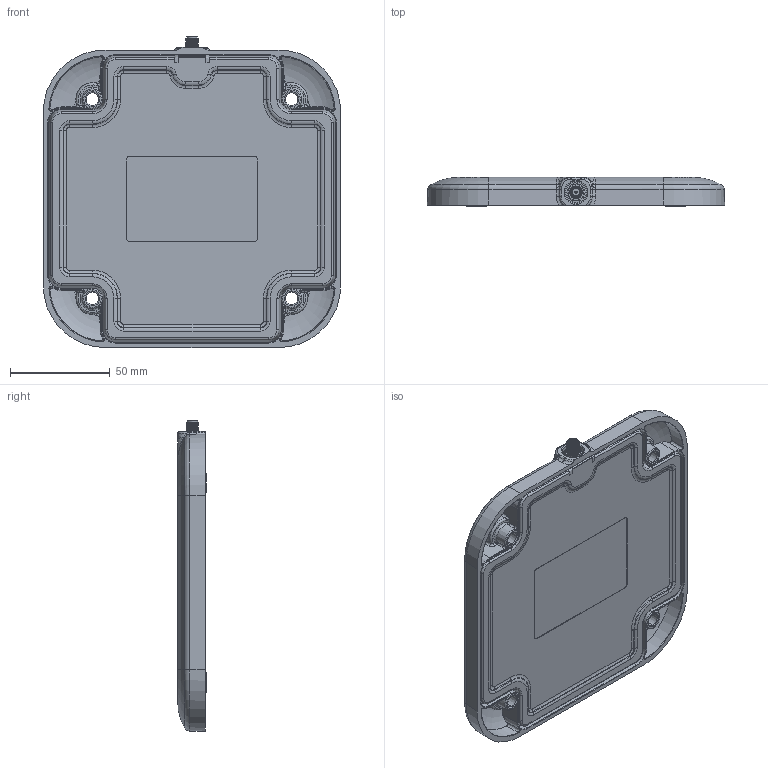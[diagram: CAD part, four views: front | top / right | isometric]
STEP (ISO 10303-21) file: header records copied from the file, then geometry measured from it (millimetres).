
FILE_DESCRIPTION (( 'STEP AP214' ), '1' );
FILE_NAME ('A5020LX Antenna RevA 6-3-25.STEP', '2025-03-06T01:10:59', ( '' ), ( '' ), 'SwSTEP 2.0', 'SolidWorks 2019', '' );
FILE_SCHEMA (( 'AUTOMOTIVE_DESIGN' ));
Length unit declared in the file: millimetre
Products named in the file (1): A5020LX Antenna RevA 6-3-25
Bounding box: 149.4 x 14.5 x 156.25 mm (x, y, z)
Volume: 115914.1 mm3; surface area: 99503.3 mm2
Topology: 9 solids, 9 shells, 1302 faces, 3177 edges, 1881 vertices
Faces by surface type: cylinder 392, plane 289, torus 273, bspline 193, cone 152, sphere 3
Entity records: 71615 total; most frequent: CARTESIAN_POINT 27926, ORIENTED_EDGE 6294, DIRECTION 6086, EDGE_CURVE 3147, AXIS2_PLACEMENT_3D 2448, VERTEX_POINT 1881, EDGE_LOOP 1344, CIRCLE 1338
